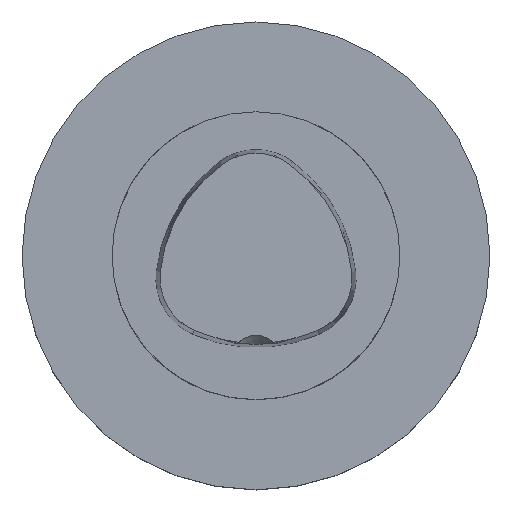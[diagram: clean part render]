
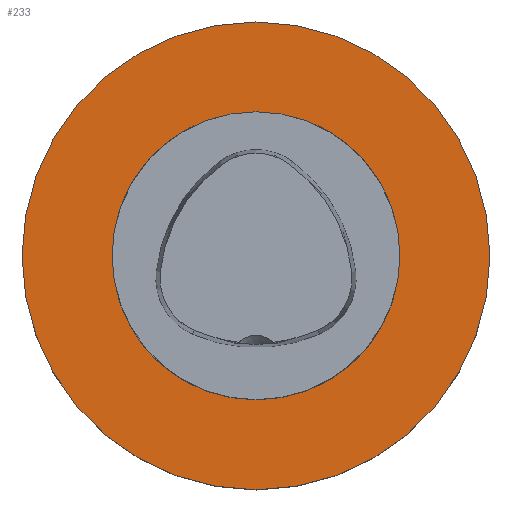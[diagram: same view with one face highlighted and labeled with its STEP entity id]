
A CAD part, top view. The second image highlights one B-rep face of the part: STEP entity #233.
In plain terms, the highlighted planar face has unit normal (0, 0, 1).
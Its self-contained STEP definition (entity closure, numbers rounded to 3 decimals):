
#211=PLANE('',#657);
#233=ADVANCED_FACE('',(#287,#288),#211,.T.);
#287=FACE_BOUND('',#312,.T.);
#288=FACE_BOUND('',#313,.T.);
#312=EDGE_LOOP('',(#364));
#313=EDGE_LOOP('',(#365));
#364=ORIENTED_EDGE('',*,*,#547,.T.);
#365=ORIENTED_EDGE('',*,*,#548,.F.);
#499=VERTEX_POINT('',#924);
#500=VERTEX_POINT('',#926);
#547=EDGE_CURVE('',#499,#499,#617,.T.);
#548=EDGE_CURVE('',#500,#500,#618,.T.);
#617=CIRCLE('',#655,40.0);
#618=CIRCLE('',#656,65.0);
#655=AXIS2_PLACEMENT_3D('',#923,#746,#747);
#656=AXIS2_PLACEMENT_3D('',#925,#748,#749);
#657=AXIS2_PLACEMENT_3D('',#927,#750,#751);
#746=DIRECTION('',(0.0,0.0,-1.0));
#747=DIRECTION('',(-1.0,0.0,0.0));
#748=DIRECTION('',(0.0,0.0,-1.0));
#749=DIRECTION('',(-1.0,0.0,0.0));
#750=DIRECTION('',(0.0,0.0,1.0));
#751=DIRECTION('',(0.0,1.0,0.0));
#923=CARTESIAN_POINT('',(0.0,0.0,-31.0));
#924=CARTESIAN_POINT('',(-40.0,0.0,-31.0));
#925=CARTESIAN_POINT('',(0.0,0.0,-31.0));
#926=CARTESIAN_POINT('',(-65.0,0.0,-31.0));
#927=CARTESIAN_POINT('',(-52.5,0.0,-31.0));
